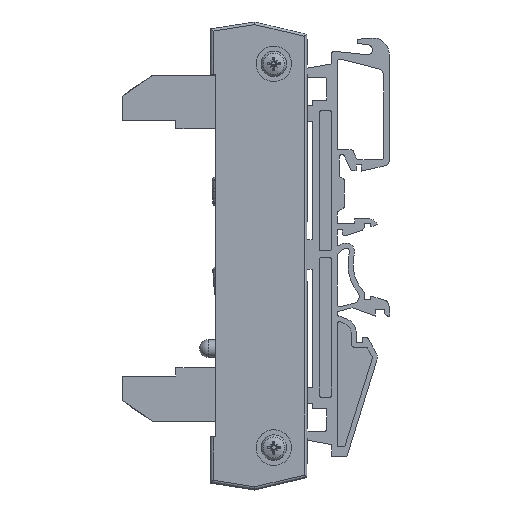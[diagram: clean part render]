
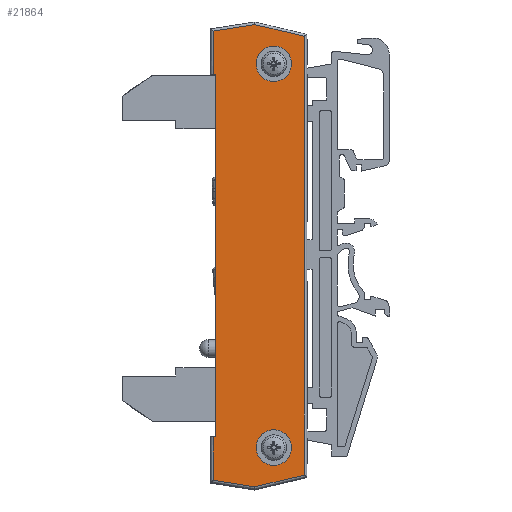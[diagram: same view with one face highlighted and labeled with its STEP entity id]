
A CAD part, left-side view. The second image highlights one B-rep face of the part: STEP entity #21864.
In plain terms, the highlighted face is planar.
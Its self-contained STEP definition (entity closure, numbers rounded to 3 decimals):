
#21403=CARTESIAN_POINT('',(-16.628,6.238,5.0));
#21404=VERTEX_POINT('',#21403);
#21411=CARTESIAN_POINT('',(54.672,6.238,5.0));
#21412=VERTEX_POINT('',#21411);
#21413=CARTESIAN_POINT('',(54.672,6.238,5.0));
#21414=DIRECTION('',(-1.0,0.0,0.0));
#21415=VECTOR('',#21414,71.3);
#21416=LINE('',#21413,#21415);
#21417=EDGE_CURVE('',#21412,#21404,#21416,.T.);
#21660=CARTESIAN_POINT('',(60.272,-5.162,5.0));
#21661=VERTEX_POINT('',#21660);
#21662=CARTESIAN_POINT('',(56.772,-5.162,5.0));
#21663=DIRECTION('',(0.0,0.0,-1.0));
#21664=DIRECTION('',(-1.0,0.0,0.0));
#21665=AXIS2_PLACEMENT_3D('',#21662,#21663,#21664);
#21666=CIRCLE('',#21665,3.5);
#21667=EDGE_CURVE('',#21661,#21661,#21666,.T.);
#21700=CARTESIAN_POINT('',(-15.228,-5.162,5.0));
#21701=VERTEX_POINT('',#21700);
#21702=CARTESIAN_POINT('',(-18.728,-5.162,5.0));
#21703=DIRECTION('',(0.0,0.0,-1.0));
#21704=DIRECTION('',(-1.0,0.0,0.0));
#21705=AXIS2_PLACEMENT_3D('',#21702,#21703,#21704);
#21706=CIRCLE('',#21705,3.5);
#21707=EDGE_CURVE('',#21701,#21701,#21706,.T.);
#21741=CARTESIAN_POINT('',(54.672,6.738,5.0));
#21742=VERTEX_POINT('',#21741);
#21743=CARTESIAN_POINT('',(54.672,6.738,5.0));
#21744=DIRECTION('',(0.0,-1.0,0.0));
#21745=VECTOR('',#21744,0.5);
#21746=LINE('',#21743,#21745);
#21747=EDGE_CURVE('',#21742,#21412,#21746,.T.);
#21772=CARTESIAN_POINT('',(-16.628,6.738,5.0));
#21773=VERTEX_POINT('',#21772);
#21781=CARTESIAN_POINT('',(-16.628,6.238,5.0));
#21782=DIRECTION('',(0.0,1.0,0.0));
#21783=VECTOR('',#21782,0.5);
#21784=LINE('',#21781,#21783);
#21785=EDGE_CURVE('',#21404,#21773,#21784,.T.);
#21794=CARTESIAN_POINT('',(19.022,-2.126,5.0));
#21795=DIRECTION('',(0.0,0.0,1.0));
#21796=DIRECTION('',(1.0,0.0,0.0));
#21797=AXIS2_PLACEMENT_3D('',#21794,#21795,#21796);
#21798=PLANE('',#21797);
#21799=ORIENTED_EDGE('',*,*,#21747,.T.);
#21800=ORIENTED_EDGE('',*,*,#21417,.T.);
#21801=ORIENTED_EDGE('',*,*,#21785,.T.);
#21802=CARTESIAN_POINT('',(-25.176,6.738,5.0));
#21803=VERTEX_POINT('',#21802);
#21804=CARTESIAN_POINT('',(-25.176,6.738,5.0));
#21805=DIRECTION('',(1.0,0.0,0.0));
#21806=VECTOR('',#21805,8.548);
#21807=LINE('',#21804,#21806);
#21808=EDGE_CURVE('',#21803,#21773,#21807,.T.);
#21809=ORIENTED_EDGE('',*,*,#21808,.F.);
#21810=CARTESIAN_POINT('',(-26.459,-1.405,5.0));
#21811=VERTEX_POINT('',#21810);
#21812=CARTESIAN_POINT('',(-26.459,-1.405,5.0));
#21813=DIRECTION('',(0.156,0.988,0.0));
#21814=VECTOR('',#21813,8.244);
#21815=LINE('',#21812,#21814);
#21816=EDGE_CURVE('',#21811,#21803,#21815,.T.);
#21817=ORIENTED_EDGE('',*,*,#21816,.F.);
#21818=CARTESIAN_POINT('',(-24.157,-11.162,5.0));
#21819=VERTEX_POINT('',#21818);
#21820=CARTESIAN_POINT('',(-24.157,-11.162,5.0));
#21821=DIRECTION('',(-0.23,0.973,0.0));
#21822=VECTOR('',#21821,10.024);
#21823=LINE('',#21820,#21822);
#21824=EDGE_CURVE('',#21819,#21811,#21823,.T.);
#21825=ORIENTED_EDGE('',*,*,#21824,.F.);
#21826=CARTESIAN_POINT('',(62.201,-11.162,5.0));
#21827=VERTEX_POINT('',#21826);
#21828=CARTESIAN_POINT('',(62.201,-11.162,5.0));
#21829=DIRECTION('',(-1.0,0.0,0.0));
#21830=VECTOR('',#21829,86.358);
#21831=LINE('',#21828,#21830);
#21832=EDGE_CURVE('',#21827,#21819,#21831,.T.);
#21833=ORIENTED_EDGE('',*,*,#21832,.F.);
#21834=CARTESIAN_POINT('',(64.503,-1.405,5.0));
#21835=VERTEX_POINT('',#21834);
#21836=CARTESIAN_POINT('',(64.503,-1.405,5.0));
#21837=DIRECTION('',(-0.23,-0.973,0.0));
#21838=VECTOR('',#21837,10.024);
#21839=LINE('',#21836,#21838);
#21840=EDGE_CURVE('',#21835,#21827,#21839,.T.);
#21841=ORIENTED_EDGE('',*,*,#21840,.F.);
#21842=CARTESIAN_POINT('',(63.22,6.738,5.0));
#21843=VERTEX_POINT('',#21842);
#21844=CARTESIAN_POINT('',(63.22,6.738,5.0));
#21845=DIRECTION('',(0.156,-0.988,0.0));
#21846=VECTOR('',#21845,8.244);
#21847=LINE('',#21844,#21846);
#21848=EDGE_CURVE('',#21843,#21835,#21847,.T.);
#21849=ORIENTED_EDGE('',*,*,#21848,.F.);
#21850=CARTESIAN_POINT('',(54.672,6.738,5.0));
#21851=DIRECTION('',(1.0,0.0,0.0));
#21852=VECTOR('',#21851,8.548);
#21853=LINE('',#21850,#21852);
#21854=EDGE_CURVE('',#21742,#21843,#21853,.T.);
#21855=ORIENTED_EDGE('',*,*,#21854,.F.);
#21856=EDGE_LOOP('',(#21799,#21800,#21801,#21809,#21817,#21825,#21833,#21841,#21849,#21855));
#21857=FACE_OUTER_BOUND('',#21856,.T.);
#21858=ORIENTED_EDGE('',*,*,#21667,.T.);
#21859=EDGE_LOOP('',(#21858));
#21860=FACE_BOUND('',#21859,.T.);
#21861=ORIENTED_EDGE('',*,*,#21707,.T.);
#21862=EDGE_LOOP('',(#21861));
#21863=FACE_BOUND('',#21862,.T.);
#21864=ADVANCED_FACE('',(#21857,#21860,#21863),#21798,.T.);
